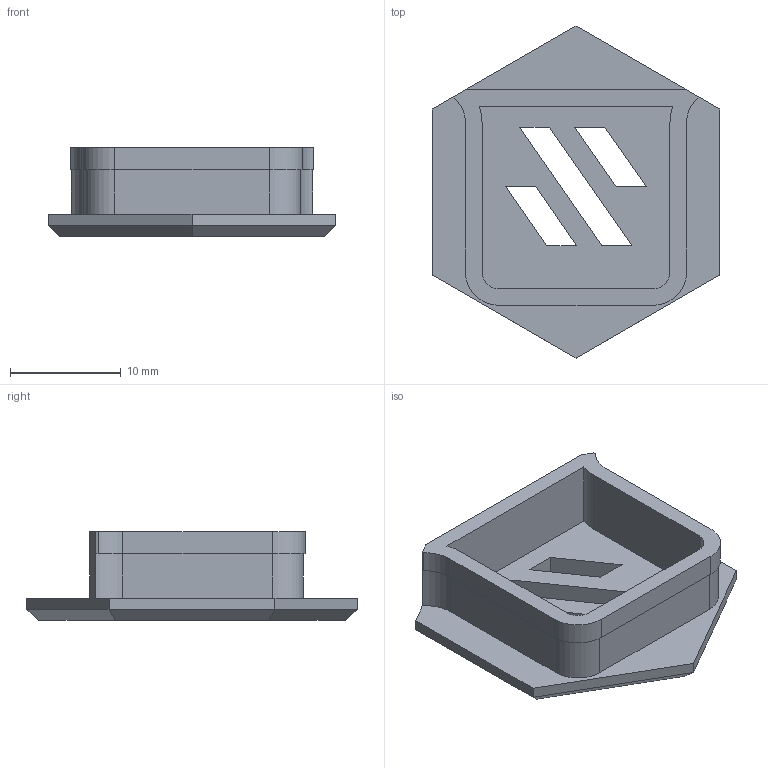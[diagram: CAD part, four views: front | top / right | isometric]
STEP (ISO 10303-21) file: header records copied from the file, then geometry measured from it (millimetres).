
FILE_DESCRIPTION(/* description */ ('STEP AP242','CAx-IF Rec.Pracs.---Representation and Presentation of Product Manufacturing Information (PMI)---4.0---2014-10-13','CAx-IF Rec.Pracs.---3D Tessellated Geometry---0.4---2014-09-14','2;1'),/* implementation_level */ '2;1');
FILE_NAME(/* name */ 'cf667d9a-b925-4351-a46a-13173cb35cbc',/* time_stamp */ '2023-03-09T22:11:12+00:00',/* author */ (''),/* organization */ (''),/* preprocessor_version */ 'ST-DEVELOPER v18.102',/* originating_system */ ' ',/* authorisation */ ' ');
FILE_SCHEMA (('AP242_MANAGED_MODEL_BASED_3D_ENGINEERING_MIM_LF { 1 0 10303 442 1 1 4 }'));
Length unit declared in the file: metre
Products named in the file (1): Part 1
Bounding box: 26 x 30.02 x 8 mm (x, y, z)
Volume: 1616.5 mm3; surface area: 2195.8 mm2
Topology: 1 solids, 1 shells, 67 faces, 172 edges, 108 vertices
Faces by surface type: plane 55, cylinder 12
Entity records: 2026 total; most frequent: CARTESIAN_POINT 354, ORIENTED_EDGE 344, DIRECTION 330, EDGE_CURVE 172, LINE 146, VECTOR 146, VERTEX_POINT 108, AXIS2_PLACEMENT_3D 92
